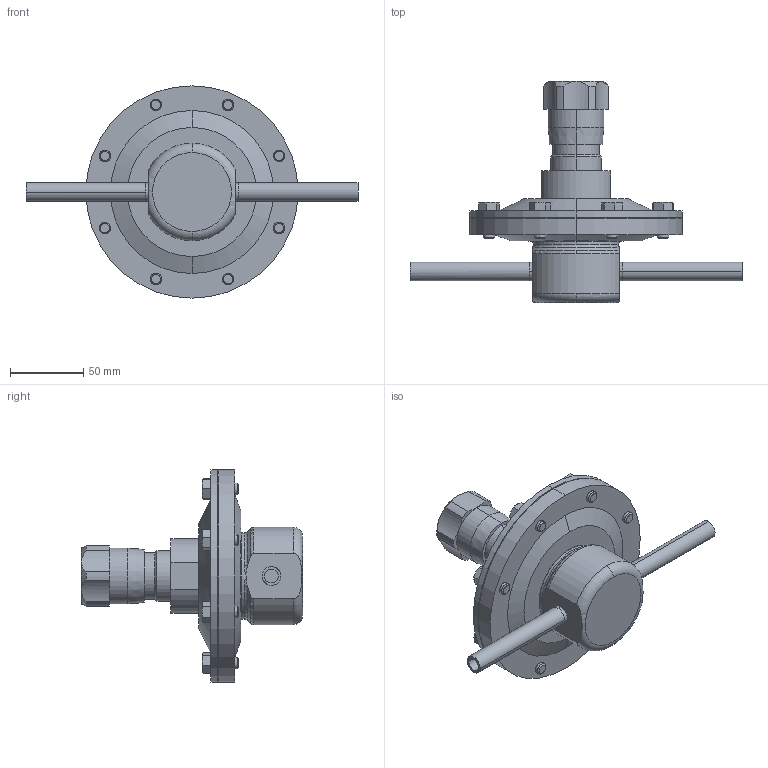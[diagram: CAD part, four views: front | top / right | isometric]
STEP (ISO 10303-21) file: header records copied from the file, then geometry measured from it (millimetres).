
FILE_DESCRIPTION (( 'STEP AP203' ), '1' );
FILE_NAME ('JSRLFLP-050-WA.STEP', '2017-06-27T15:00:29', ( '' ), ( '' ), 'SwSTEP 2.0', 'SolidWorks 2014', '' );
FILE_SCHEMA (( 'CONFIG_CONTROL_DESIGN' ));
Length unit declared in the file: inch
Products named in the file (2): JSRLFLP-050-WA
Bounding box: 226.39 x 150.81 x 144.78 mm (x, y, z)
Volume: 602929.5 mm3; surface area: 110590.9 mm2
Topology: 1 solids, 1 shells, 319 faces, 716 edges, 435 vertices
Faces by surface type: cone 126, plane 100, cylinder 79, torus 10, bspline 4
Entity records: 9740 total; most frequent: CARTESIAN_POINT 2470, DIRECTION 1549, ORIENTED_EDGE 1424, EDGE_CURVE 712, AXIS2_PLACEMENT_3D 648, VERTEX_POINT 435, EDGE_LOOP 373, CIRCLE 331
